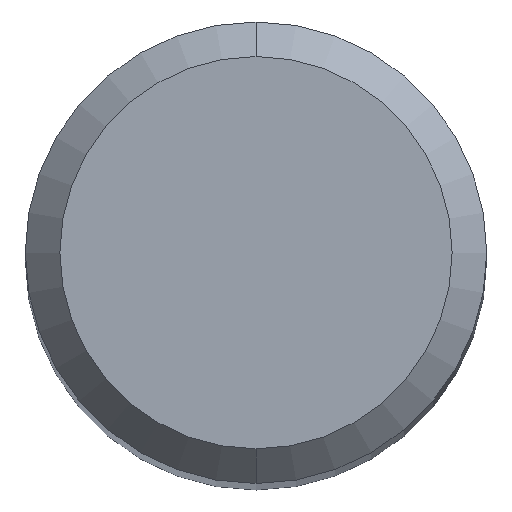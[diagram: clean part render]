
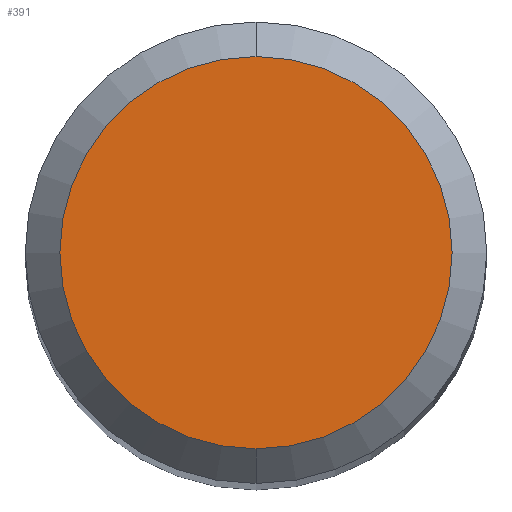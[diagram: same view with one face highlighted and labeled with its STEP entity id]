
A CAD part, top view. The second image highlights one B-rep face of the part: STEP entity #391.
In plain terms, the highlighted planar face has unit normal (0, 0, 1).
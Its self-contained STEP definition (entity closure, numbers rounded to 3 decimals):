
#391=ADVANCED_FACE('',(#1059),#1060,.T.);
#415=VERTEX_POINT('',#1086);
#473=EDGE_CURVE('',#415,#751,#1149,.T.);
#751=VERTEX_POINT('',#1453);
#811=EDGE_CURVE('',#751,#415,#1518,.T.);
#1059=FACE_OUTER_BOUND('',#1875,.T.);
#1060=PLANE('',#1876);
#1086=CARTESIAN_POINT('',(0.,-1.7,0.0));
#1149=CIRCLE('',#2263,1.7);
#1453=CARTESIAN_POINT('',(0.0,1.7,0.0));
#1518=CIRCLE('',#3823,1.7);
#1875=EDGE_LOOP('',(#4630,#4631));
#1876=AXIS2_PLACEMENT_3D('',#4632,#4633,#4634);
#2263=AXIS2_PLACEMENT_3D('',#4708,#4709,#4710);
#3823=AXIS2_PLACEMENT_3D('',#5139,#5140,#5141);
#4630=ORIENTED_EDGE('',*,*,#811,.F.);
#4631=ORIENTED_EDGE('',*,*,#473,.F.);
#4632=CARTESIAN_POINT('',(0.0,0.85,0.0));
#4633=DIRECTION('',(-0.0,0.0,1.0));
#4634=DIRECTION('',(0.0,-1.0,0.0));
#4708=CARTESIAN_POINT('',(0.0,0.0,0.0));
#4709=DIRECTION('',(0.0,0.0,-1.0));
#4710=DIRECTION('',(0.0,1.0,0.0));
#5139=CARTESIAN_POINT('',(0.0,0.0,0.0));
#5140=DIRECTION('',(0.0,0.0,-1.0));
#5141=DIRECTION('',(0.0,1.0,0.0));
